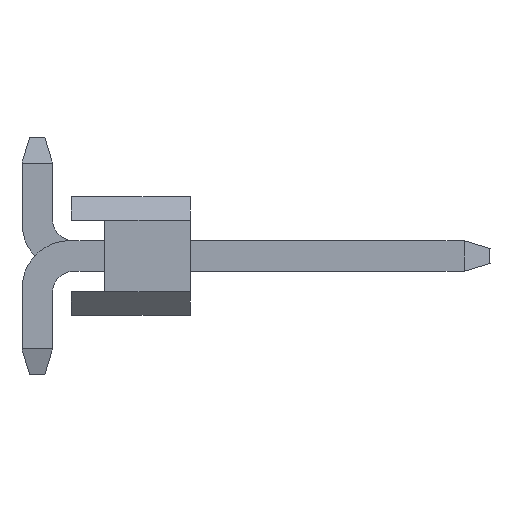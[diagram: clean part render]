
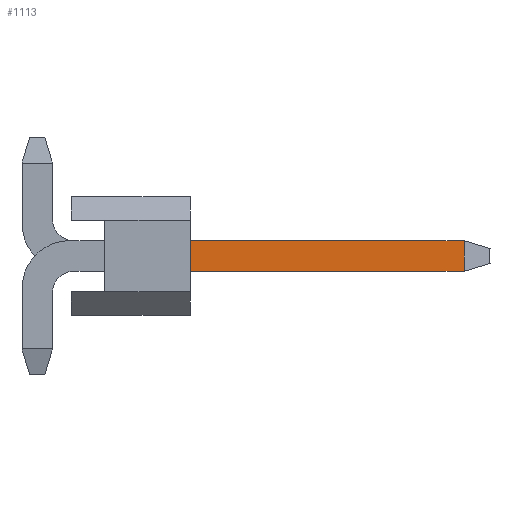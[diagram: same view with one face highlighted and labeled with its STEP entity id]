
A CAD part, left-side view. The second image highlights one B-rep face of the part: STEP entity #1113.
In plain terms, the highlighted planar face has unit normal (-1, 0, 0).
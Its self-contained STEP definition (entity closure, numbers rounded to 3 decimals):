
#1113=ADVANCED_FACE('',(#2386),#2387,.T.);
#2386=FACE_OUTER_BOUND('',#3790,.T.);
#2387=PLANE('',#3791);
#3790=EDGE_LOOP('',(#7120,#7121,#7122,#7123));
#3791=AXIS2_PLACEMENT_3D('',#7124,#7125,#7126);
#7120=ORIENTED_EDGE('',*,*,#9554,.F.);
#7121=ORIENTED_EDGE('',*,*,#9181,.F.);
#7122=ORIENTED_EDGE('',*,*,#9424,.T.);
#7123=ORIENTED_EDGE('',*,*,#8435,.F.);
#7124=CARTESIAN_POINT('',(-15.56,-3.172,-0.291));
#7125=DIRECTION('',(-1.0,0.,0.));
#7126=DIRECTION('',(0.,0.,-1.0));
#8435=EDGE_CURVE('',#10126,#10102,#10129,.T.);
#9181=EDGE_CURVE('',#11308,#11306,#11310,.T.);
#9424=EDGE_CURVE('',#11308,#10102,#11647,.T.);
#9554=EDGE_CURVE('',#11306,#10126,#11813,.T.);
#10102=VERTEX_POINT('',#12479);
#10126=VERTEX_POINT('',#12514);
#10129=LINE('',#12518,#12519);
#11306=VERTEX_POINT('',#14248);
#11308=VERTEX_POINT('',#14251);
#11310=LINE('',#14254,#14255);
#11647=LINE('',#14747,#14748);
#11813=LINE('',#14997,#14998);
#12479=CARTESIAN_POINT('',(-15.56,-8.254,0.32));
#12514=CARTESIAN_POINT('',(-15.56,-2.5,0.32));
#12518=CARTESIAN_POINT('',(-15.56,-8.254,0.32));
#12519=VECTOR('',#15644,1.0);
#14248=CARTESIAN_POINT('',(-15.56,-2.5,-0.32));
#14251=CARTESIAN_POINT('',(-15.56,-8.254,-0.32));
#14254=CARTESIAN_POINT('',(-15.56,-0.05,-0.32));
#14255=VECTOR('',#16316,1.0);
#14747=CARTESIAN_POINT('',(-15.56,-8.254,-0.396));
#14748=VECTOR('',#16520,1.0);
#14997=CARTESIAN_POINT('',(-15.56,-2.5,-0.146));
#14998=VECTOR('',#16628,1.0);
#15644=DIRECTION('',(0.,-1.0,0.));
#16316=DIRECTION('',(0.,1.0,0.));
#16520=DIRECTION('',(0.,0.,1.0));
#16628=DIRECTION('',(0.,0.,1.0));
